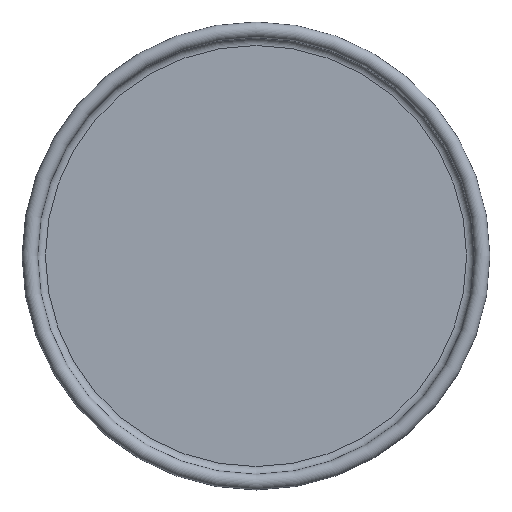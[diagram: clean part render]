
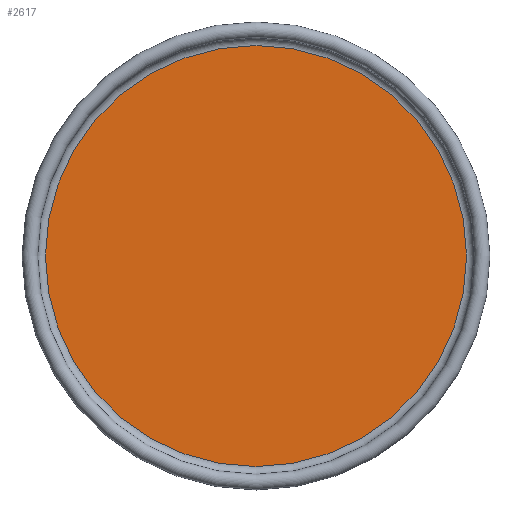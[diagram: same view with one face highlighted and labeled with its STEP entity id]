
A CAD part, top view. The second image highlights one B-rep face of the part: STEP entity #2617.
In plain terms, the highlighted planar face has unit normal (0, 0, 1).
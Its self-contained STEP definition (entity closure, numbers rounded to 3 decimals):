
#26=CIRCLE('',#2696,27.);
#416=PLANE('',#2698);
#578=FACE_OUTER_BOUND('',#745,.T.);
#745=EDGE_LOOP('',(#2351));
#1190=VERTEX_POINT('',#6922);
#1576=EDGE_CURVE('',#1190,#1190,#26,.T.);
#2351=ORIENTED_EDGE('',*,*,#1576,.F.);
#2617=ADVANCED_FACE('',(#578),#416,.T.);
#2696=AXIS2_PLACEMENT_3D('',#6923,#2994,#2995);
#2698=AXIS2_PLACEMENT_3D('',#6925,#2998,#2999);
#2994=DIRECTION('center_axis',(0.,0.,-1.));
#2995=DIRECTION('ref_axis',(1.,0.,0.));
#2998=DIRECTION('center_axis',(0.,0.,1.));
#2999=DIRECTION('ref_axis',(1.,0.,0.));
#6922=CARTESIAN_POINT('',(27.,0.,-3.5));
#6923=CARTESIAN_POINT('Origin',(0.,0.,-3.5));
#6925=CARTESIAN_POINT('Origin',(-28.,0.,-3.5));
